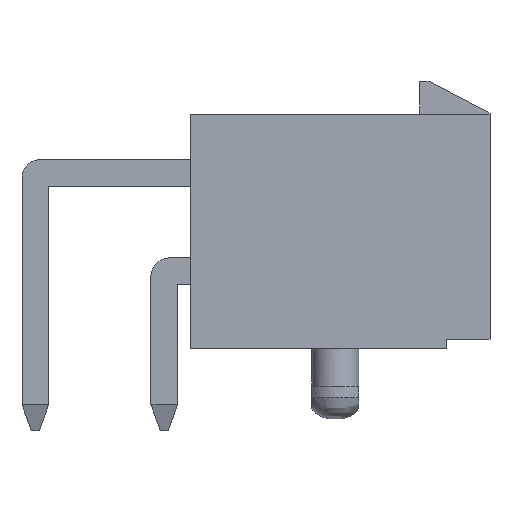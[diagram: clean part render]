
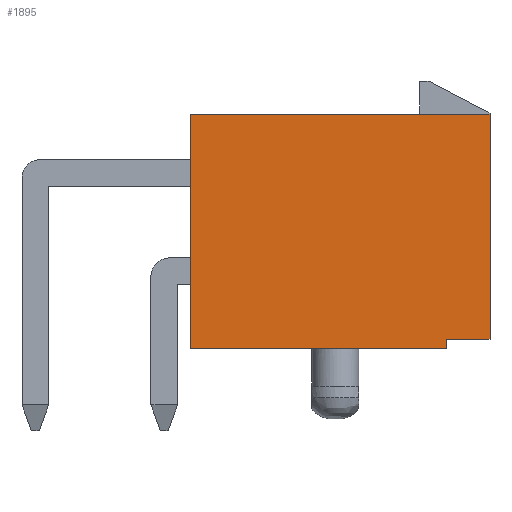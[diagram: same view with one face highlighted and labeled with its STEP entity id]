
A CAD part, left-side view. The second image highlights one B-rep face of the part: STEP entity #1895.
In plain terms, the highlighted planar face has unit normal (-1, 0, 0).
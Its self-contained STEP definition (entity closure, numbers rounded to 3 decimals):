
#241=ORIENTED_EDGE('',*,*,#721,.T.);
#242=ORIENTED_EDGE('',*,*,#750,.T.);
#243=ORIENTED_EDGE('',*,*,#700,.T.);
#244=ORIENTED_EDGE('',*,*,#752,.T.);
#245=ORIENTED_EDGE('',*,*,#753,.T.);
#246=ORIENTED_EDGE('',*,*,#671,.T.);
#671=EDGE_CURVE('',#929,#928,#1088,.T.);
#700=EDGE_CURVE('',#956,#957,#1117,.T.);
#721=EDGE_CURVE('',#928,#974,#1137,.T.);
#750=EDGE_CURVE('',#974,#956,#1165,.T.);
#752=EDGE_CURVE('',#957,#999,#1167,.T.);
#753=EDGE_CURVE('',#999,#929,#1168,.T.);
#928=VERTEX_POINT('',#2955);
#929=VERTEX_POINT('',#2957);
#956=VERTEX_POINT('',#3017);
#957=VERTEX_POINT('',#3018);
#974=VERTEX_POINT('',#3056);
#999=VERTEX_POINT('',#3118);
#1088=LINE('',#2956,#1327);
#1117=LINE('',#3016,#1356);
#1137=LINE('',#3057,#1376);
#1165=LINE('',#3113,#1404);
#1167=LINE('',#3117,#1406);
#1168=LINE('',#3119,#1407);
#1327=VECTOR('',#2170,1000.);
#1356=VECTOR('',#2207,1000.);
#1376=VECTOR('',#2231,1000.);
#1404=VECTOR('',#2267,1000.);
#1406=VECTOR('',#2273,1000.);
#1407=VECTOR('',#2274,1000.);
#1572=EDGE_LOOP('',(#241,#242,#243,#244,#245,#246));
#1691=FACE_BOUND('',#1572,.T.);
#1793=PLANE('',#2037);
#1895=ADVANCED_FACE('',(#1691),#1793,.T.);
#2037=AXIS2_PLACEMENT_3D('',#3116,#2271,#2272);
#2170=DIRECTION('',(0.,-1.,0.));
#2207=DIRECTION('',(0.,0.,-1.));
#2231=DIRECTION('',(0.,0.,1.));
#2267=DIRECTION('',(0.,1.,0.));
#2271=DIRECTION('',(-1.,0.,0.));
#2272=DIRECTION('',(0.,0.,1.));
#2273=DIRECTION('',(0.,-1.,0.));
#2274=DIRECTION('',(0.,0.,1.));
#2955=CARTESIAN_POINT('',(-2.7,-6.4,-4.8));
#2956=CARTESIAN_POINT('',(-2.7,6.4,-4.8));
#2957=CARTESIAN_POINT('',(-2.7,-4.55,-4.8));
#3016=CARTESIAN_POINT('',(-2.7,6.4,4.8));
#3017=CARTESIAN_POINT('',(-2.7,6.4,4.8));
#3018=CARTESIAN_POINT('',(-2.7,6.4,-5.2));
#3056=CARTESIAN_POINT('',(-2.7,-6.4,4.8));
#3057=CARTESIAN_POINT('',(-2.7,-6.4,-4.8));
#3113=CARTESIAN_POINT('',(-2.7,-6.4,4.8));
#3116=CARTESIAN_POINT('',(-2.7,0.,0.));
#3117=CARTESIAN_POINT('',(-2.7,6.4,-5.2));
#3118=CARTESIAN_POINT('',(-2.7,-4.55,-5.2));
#3119=CARTESIAN_POINT('',(-2.7,-4.55,-5.2));
